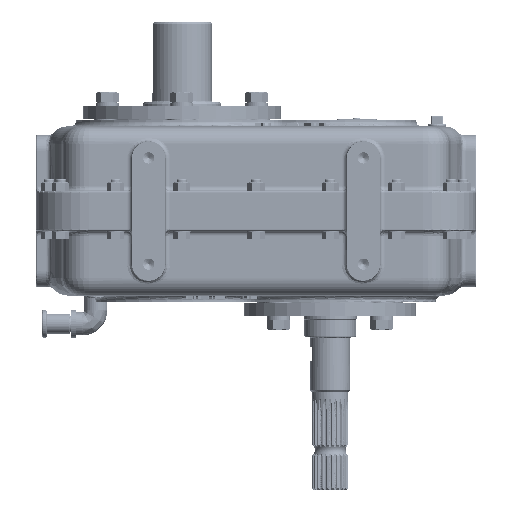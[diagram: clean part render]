
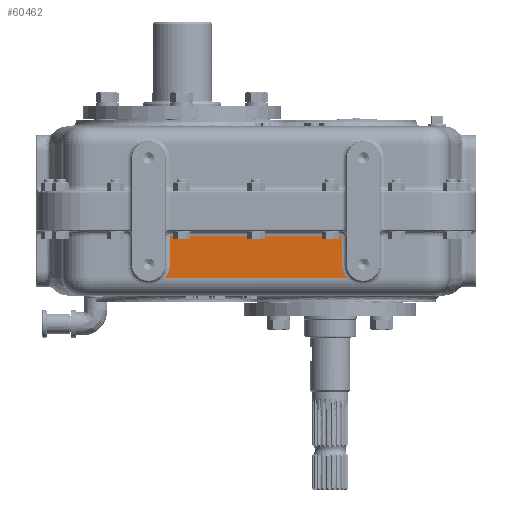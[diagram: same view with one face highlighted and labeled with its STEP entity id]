
A CAD part, left-side view. The second image highlights one B-rep face of the part: STEP entity #60462.
In plain terms, the highlighted face is planar.
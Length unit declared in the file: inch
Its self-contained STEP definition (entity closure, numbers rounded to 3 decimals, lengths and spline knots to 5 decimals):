
#939 = CARTESIAN_POINT ( 'NONE',  ( 5., -0.445, 3.188 ) ) ;
#2389 = CARTESIAN_POINT ( 'NONE',  ( 5., 6.0355, 0.93 ) ) ;
#4488 = CARTESIAN_POINT ( 'NONE',  ( 5., 6.04517, 2.12454 ) ) ;
#5132 = VERTEX_POINT ( 'NONE', #2389 ) ;
#6156 = LINE ( 'NONE', #939, #52442 ) ;
#8051 = CARTESIAN_POINT ( 'NONE',  ( 5., -0.56024, 2.41508 ) ) ;
#8447 = CARTESIAN_POINT ( 'NONE',  ( 5., -0.445, 2. ) ) ;
#9820 = CARTESIAN_POINT ( 'NONE',  ( 5., -0.445, 2. ) ) ;
#10271 = DIRECTION ( 'NONE',  ( 0., 0., -1. ) ) ;
#13858 = CARTESIAN_POINT ( 'NONE',  ( 5., 6.05483, 2.18136 ) ) ;
#16553 = PLANE ( 'NONE',  #30721 ) ;
#17370 = CARTESIAN_POINT ( 'NONE',  ( 5., -0.55164, 2.40043 ) ) ;
#20385 = EDGE_CURVE ( 'NONE', #5132, #50287, #103464, .T. ) ;
#21233 = CARTESIAN_POINT ( 'NONE',  ( 5., 6.0355, 2. ) ) ;
#22405 = VERTEX_POINT ( 'NONE', #26938 ) ;
#22742 = CARTESIAN_POINT ( 'NONE',  ( 5., 6.0355, 2.02279 ) ) ;
#23132 = CARTESIAN_POINT ( 'NONE',  ( 5., 6.08972, 2.29135 ) ) ;
#23621 = B_SPLINE_CURVE_WITH_KNOTS ( 'NONE', 3,
 ( #59428, #22742, #50598, #114768, #59827, #4488, #69087, #13858, #78329, #23132, #87556, #32457, #96772, #41768, #105975, #50993, #115156, #60227 ),
 .UNSPECIFIED., .F., .F.,
 ( 4, 1, 1, 2, 2, 2, 1, 1, 2, 2, 4 ),
 ( 0., 0.125, 0.1875, 0.21875, 0.25, 0.5, 0.625, 0.6875, 0.71875, 0.75, 1. ),
 .UNSPECIFIED. ) ;
#25110 = EDGE_CURVE ( 'NONE', #47560, #94714, #78400, .T. ) ;
#25819 = DIRECTION ( 'NONE',  ( 0., 0., -1. ) ) ;
#26660 = CARTESIAN_POINT ( 'NONE',  ( 5., -0.50696, 2.31314 ) ) ;
#26938 = CARTESIAN_POINT ( 'NONE',  ( 5., -0.445, 0.93 ) ) ;
#29720 = DIRECTION ( 'NONE',  ( 0., 0., 1. ) ) ;
#30721 = AXIS2_PLACEMENT_3D ( 'NONE', #43638, #80993, #25819 ) ;
#32457 = CARTESIAN_POINT ( 'NONE',  ( 5., 6.1202, 2.35977 ) ) ;
#32939 = VECTOR ( 'NONE', #116826, 39.37008 ) ;
#33630 = EDGE_CURVE ( 'NONE', #47560, #39400, #60311, .T. ) ;
#35220 = CARTESIAN_POINT ( 'NONE',  ( 5., 6.21603, 2.508 ) ) ;
#35986 = CARTESIAN_POINT ( 'NONE',  ( 5., -0.47355, 2.21471 ) ) ;
#39400 = VERTEX_POINT ( 'NONE', #35220 ) ;
#41768 = CARTESIAN_POINT ( 'NONE',  ( 5., 6.13367, 2.38529 ) ) ;
#43638 = CARTESIAN_POINT ( 'NONE',  ( 5., 9.09, 3.188 ) ) ;
#44862 = CARTESIAN_POINT ( 'NONE',  ( 5., -0.61115, 2.49032 ) ) ;
#45261 = CARTESIAN_POINT ( 'NONE',  ( 5., -0.46074, 2.1585 ) ) ;
#45995 = ORIENTED_EDGE ( 'NONE', *, *, #33630, .F. ) ;
#46034 = VECTOR ( 'NONE', #77651, 39.37008 ) ;
#46871 = CARTESIAN_POINT ( 'NONE',  ( 5., -0.62553, 2.508 ) ) ;
#47560 = VERTEX_POINT ( 'NONE', #46871 ) ;
#48577 = ORIENTED_EDGE ( 'NONE', *, *, #20385, .T. ) ;
#50287 = VERTEX_POINT ( 'NONE', #21233 ) ;
#50598 = CARTESIAN_POINT ( 'NONE',  ( 5., 6.03694, 2.05685 ) ) ;
#50993 = CARTESIAN_POINT ( 'NONE',  ( 5., 6.16168, 2.4351 ) ) ;
#52442 = VECTOR ( 'NONE', #10271, 39.37008 ) ;
#53695 = CARTESIAN_POINT ( 'NONE',  ( 5., -0.59077, 2.46299 ) ) ;
#54501 = CARTESIAN_POINT ( 'NONE',  ( 5., -0.45749, 2.14139 ) ) ;
#56937 = ORIENTED_EDGE ( 'NONE', *, *, #110409, .T. ) ;
#57167 = EDGE_CURVE ( 'NONE', #94714, #22405, #6156, .T. ) ;
#59428 = CARTESIAN_POINT ( 'NONE',  ( 5., 6.0355, 2. ) ) ;
#59827 = CARTESIAN_POINT ( 'NONE',  ( 5., 6.04349, 2.11328 ) ) ;
#60227 = CARTESIAN_POINT ( 'NONE',  ( 5., 6.21603, 2.508 ) ) ;
#60311 = LINE ( 'NONE', #61893, #32939 ) ;
#60462 = ADVANCED_FACE ( 'NONE', ( #111983 ), #16553, .T. ) ;
#61893 = CARTESIAN_POINT ( 'NONE',  ( 5., -3.54771, 2.508 ) ) ;
#63340 = CARTESIAN_POINT ( 'NONE',  ( 5., -0.56909, 2.42967 ) ) ;
#63735 = CARTESIAN_POINT ( 'NONE',  ( 5., -0.445, 2.04559 ) ) ;
#69087 = CARTESIAN_POINT ( 'NONE',  ( 5., 6.04606, 2.13008 ) ) ;
#72603 = CARTESIAN_POINT ( 'NONE',  ( 5., -0.55444, 2.40529 ) ) ;
#76182 = VECTOR ( 'NONE', #29720, 39.37008 ) ;
#77651 = DIRECTION ( 'NONE',  ( 0., 1., 0. ) ) ;
#78329 = CARTESIAN_POINT ( 'NONE',  ( 5., 6.06649, 2.22598 ) ) ;
#78400 = B_SPLINE_CURVE_WITH_KNOTS ( 'NONE', 3,
 ( #118249, #44862, #53695, #63340, #8051, #72603, #17370, #81816, #26660, #91054, #35986, #100260, #45261, #109478, #54501, #118642, #63735, #8447 ),
 .UNSPECIFIED., .F., .F.,
 ( 4, 1, 1, 2, 2, 2, 1, 1, 2, 2, 4 ),
 ( 0., 0.125, 0.1875, 0.21875, 0.25, 0.5, 0.625, 0.6875, 0.71875, 0.75, 1. ),
 .UNSPECIFIED. ) ;
#79055 = ORIENTED_EDGE ( 'NONE', *, *, #57167, .T. ) ;
#80993 = DIRECTION ( 'NONE',  ( 1., 0., 0. ) ) ;
#81816 = CARTESIAN_POINT ( 'NONE',  ( 5., -0.52608, 2.35511 ) ) ;
#84837 = CARTESIAN_POINT ( 'NONE',  ( 5., 6.0355, 3.188 ) ) ;
#86890 = CARTESIAN_POINT ( 'NONE',  ( 5., 9.09, 0.93 ) ) ;
#87556 = CARTESIAN_POINT ( 'NONE',  ( 5., 6.10269, 2.32342 ) ) ;
#90181 = EDGE_CURVE ( 'NONE', #50287, #39400, #23621, .T. ) ;
#90446 = EDGE_LOOP ( 'NONE', ( #119155, #79055, #56937, #48577, #104923, #45995 ) ) ;
#91054 = CARTESIAN_POINT ( 'NONE',  ( 5., -0.48373, 2.24777 ) ) ;
#94714 = VERTEX_POINT ( 'NONE', #9820 ) ;
#94896 = LINE ( 'NONE', #86890, #46034 ) ;
#96772 = CARTESIAN_POINT ( 'NONE',  ( 5., 6.12821, 2.37511 ) ) ;
#100260 = CARTESIAN_POINT ( 'NONE',  ( 5., -0.4642, 2.17546 ) ) ;
#103464 = LINE ( 'NONE', #84837, #76182 ) ;
#104923 = ORIENTED_EDGE ( 'NONE', *, *, #90181, .T. ) ;
#105975 = CARTESIAN_POINT ( 'NONE',  ( 5., 6.1365, 2.39043 ) ) ;
#109478 = CARTESIAN_POINT ( 'NONE',  ( 5., -0.45854, 2.14716 ) ) ;
#110409 = EDGE_CURVE ( 'NONE', #22405, #5132, #94896, .T. ) ;
#111983 = FACE_OUTER_BOUND ( 'NONE', #90446, .T. ) ;
#114768 = CARTESIAN_POINT ( 'NONE',  ( 5., 6.04115, 2.09638 ) ) ;
#115156 = CARTESIAN_POINT ( 'NONE',  ( 5., 6.18726, 2.47263 ) ) ;
#116826 = DIRECTION ( 'NONE',  ( 0., 1., 0. ) ) ;
#118249 = CARTESIAN_POINT ( 'NONE',  ( 5., -0.62553, 2.508 ) ) ;
#118642 = CARTESIAN_POINT ( 'NONE',  ( 5., -0.44884, 2.09085 ) ) ;
#119155 = ORIENTED_EDGE ( 'NONE', *, *, #25110, .T. ) ;
